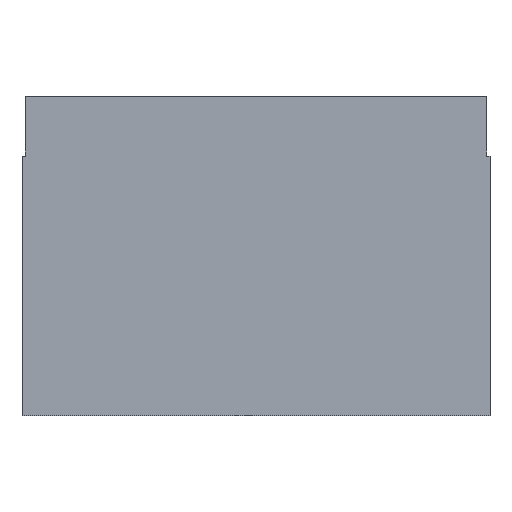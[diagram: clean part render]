
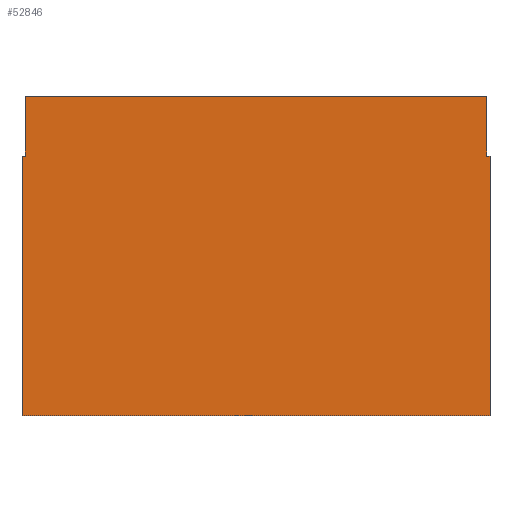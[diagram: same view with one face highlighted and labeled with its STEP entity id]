
A CAD part, left-side view. The second image highlights one B-rep face of the part: STEP entity #52846.
In plain terms, the highlighted planar face has unit normal (-1, 0, 0).
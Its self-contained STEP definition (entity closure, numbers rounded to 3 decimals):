
#700=DIRECTION('',(0.,-1.,0.));
#701=VECTOR('',#700,29.8);
#702=CARTESIAN_POINT('',(-18.624,30.544,
-0.338));
#703=LINE('',#702,#701);
#2527=DIRECTION('',(0.,-1.,0.));
#2528=VECTOR('',#2527,30.2);
#2529=CARTESIAN_POINT('',(-18.624,30.744,
-20.938));
#2530=LINE('',#2529,#2528);
#19457=DIRECTION('',(0.,0.,1.));
#19458=VECTOR('',#19457,16.75);
#19459=CARTESIAN_POINT('',(-18.624,30.744,
-20.938));
#19460=LINE('',#19459,#19458);
#19473=DIRECTION('',(0.,-1.,0.));
#19474=VECTOR('',#19473,0.2);
#19475=CARTESIAN_POINT('',(-18.624,30.744,
-4.188));
#19476=LINE('',#19475,#19474);
#19477=DIRECTION('',(0.,0.,1.));
#19478=VECTOR('',#19477,3.85);
#19479=CARTESIAN_POINT('',(-18.624,30.544,
-4.188));
#19480=LINE('',#19479,#19478);
#19481=DIRECTION('',(0.,0.,1.));
#19482=VECTOR('',#19481,3.85);
#19483=CARTESIAN_POINT('',(-18.624,0.744,
-4.188));
#19484=LINE('',#19483,#19482);
#19493=DIRECTION('',(0.,-1.,0.));
#19494=VECTOR('',#19493,0.2);
#19495=CARTESIAN_POINT('',(-18.624,0.744,
-4.188));
#19496=LINE('',#19495,#19494);
#19513=DIRECTION('',(0.,0.,1.));
#19514=VECTOR('',#19513,16.75);
#19515=CARTESIAN_POINT('',(-18.624,0.544,
-20.938));
#19516=LINE('',#19515,#19514);
#20281=CARTESIAN_POINT('',(-18.624,30.544,
-4.188));
#20282=CARTESIAN_POINT('',(-18.624,30.544,
-0.338));
#20283=VERTEX_POINT('',#20281);
#20284=VERTEX_POINT('',#20282);
#20285=CARTESIAN_POINT('',(-18.624,30.744,
-4.188));
#20286=VERTEX_POINT('',#20285);
#20287=CARTESIAN_POINT('',(-18.624,30.744,
-20.938));
#20288=VERTEX_POINT('',#20287);
#20289=CARTESIAN_POINT('',(-18.624,0.544,
-20.938));
#20290=VERTEX_POINT('',#20289);
#20291=CARTESIAN_POINT('',(-18.624,0.544,
-4.188));
#20292=VERTEX_POINT('',#20291);
#20293=CARTESIAN_POINT('',(-18.624,0.744,
-4.188));
#20294=VERTEX_POINT('',#20293);
#20295=CARTESIAN_POINT('',(-18.624,0.744,
-0.338));
#20296=VERTEX_POINT('',#20295);
#52828=CARTESIAN_POINT('',(-18.624,15.644,
-10.638));
#52829=DIRECTION('',(1.,0.,0.));
#52830=DIRECTION('',(0.,-1.,0.));
#52831=AXIS2_PLACEMENT_3D('',#52828,#52829,#52830);
#52832=PLANE('',#52831);
#52833=ORIENTED_EDGE('',*,*,#52823,.T.);
#52834=ORIENTED_EDGE('',*,*,#28084,.T.);
#52836=ORIENTED_EDGE('',*,*,#52835,.F.);
#52838=ORIENTED_EDGE('',*,*,#52837,.T.);
#52840=ORIENTED_EDGE('',*,*,#52839,.F.);
#52841=ORIENTED_EDGE('',*,*,#31265,.F.);
#52842=ORIENTED_EDGE('',*,*,#52794,.T.);
#52843=ORIENTED_EDGE('',*,*,#52808,.T.);
#52844=EDGE_LOOP('',(#52833,#52834,#52836,#52838,#52840,#52841,#52842,#52843));
#52845=FACE_OUTER_BOUND('',#52844,.F.);
#52846=ADVANCED_FACE('',(#52845),#52832,.F.);
#28084=EDGE_CURVE('',#20284,#20296,#703,.T.);
#31265=EDGE_CURVE('',#20288,#20290,#2530,.T.);
#52794=EDGE_CURVE('',#20288,#20286,#19460,.T.);
#52808=EDGE_CURVE('',#20286,#20283,#19476,.T.);
#52823=EDGE_CURVE('',#20283,#20284,#19480,.T.);
#52835=EDGE_CURVE('',#20294,#20296,#19484,.T.);
#52837=EDGE_CURVE('',#20294,#20292,#19496,.T.);
#52839=EDGE_CURVE('',#20290,#20292,#19516,.T.);
